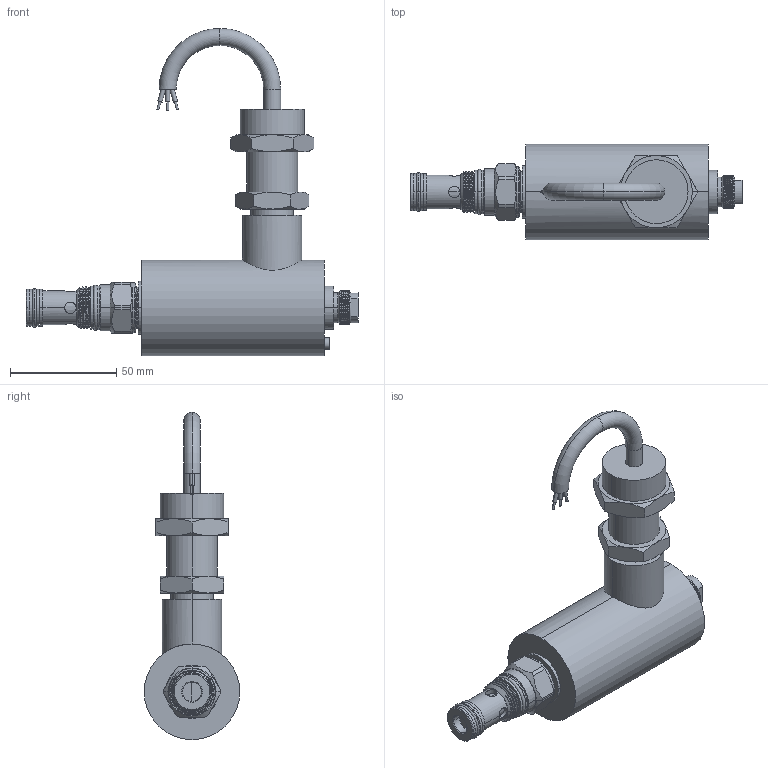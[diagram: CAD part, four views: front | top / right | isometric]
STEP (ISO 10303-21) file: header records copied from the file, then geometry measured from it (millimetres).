
FILE_DESCRIPTION (( 'STEP AP203' ), '1' );
FILE_NAME ('EP13A2E32N.STEP', '2023-11-08T09:00:31', ( '' ), ( '' ), 'SwSTEP 2.0', 'SolidWorks 2018', '' );
FILE_SCHEMA (( 'CONFIG_CONTROL_DESIGN' ));
Length unit declared in the file: millimetre
Products named in the file (1): EP13A2E32N
Bounding box: 156.35 x 45 x 154.07 mm (x, y, z)
Volume: 206833.8 mm3; surface area: 32783.3 mm2
Topology: 3 solids, 4 shells, 272 faces, 630 edges, 395 vertices
Faces by surface type: cylinder 119, cone 70, plane 60, torus 12, bspline 11
Entity records: 12824 total; most frequent: CARTESIAN_POINT 6876, ORIENTED_EDGE 1256, DIRECTION 1186, EDGE_CURVE 628, AXIS2_PLACEMENT_3D 502, VERTEX_POINT 395, EDGE_LOOP 307, FACE_OUTER_BOUND 272
